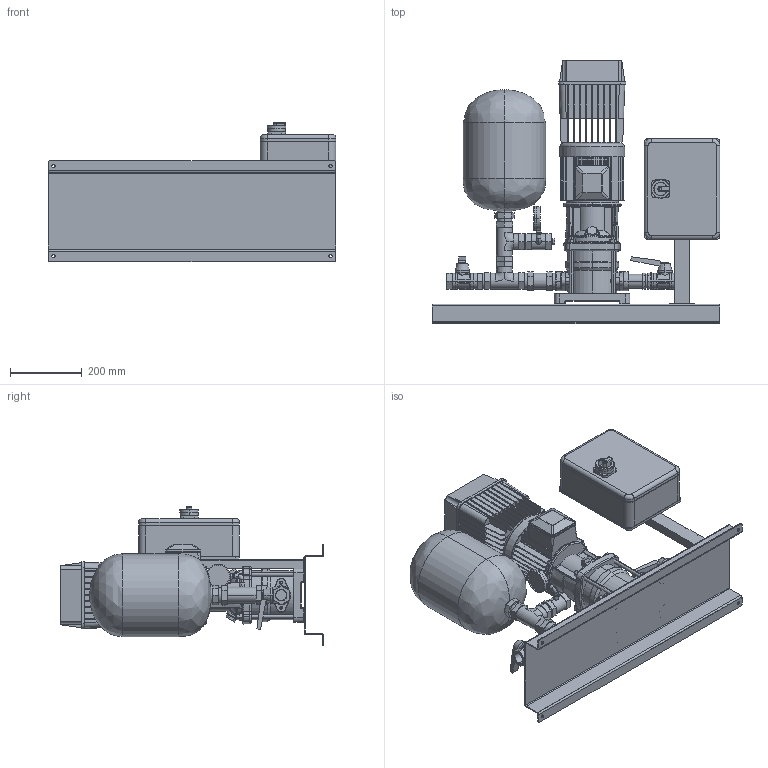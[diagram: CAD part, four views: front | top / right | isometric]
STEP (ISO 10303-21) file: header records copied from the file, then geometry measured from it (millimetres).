
FILE_DESCRIPTION (( 'STEP AP214' ), '1' );
FILE_NAME ('1SBI_5-8_TE_ZB00050557.STEP', '2022-02-04T07:40:56', ( '' ), ( '' ), 'SwSTEP 2.0', 'SolidWorks 2020', '' );
FILE_SCHEMA (( 'AUTOMOTIVE_DESIGN' ));
Length unit declared in the file: mil
Products named in the file (1): 1SBI_5-8_TE_ZB00050557
Bounding box: 800 x 732 x 387 mm (x, y, z)
Volume: 32902825.5 mm3; surface area: 2653334.6 mm2
Topology: 29 solids, 29 shells, 1714 faces, 4418 edges, 2799 vertices
Faces by surface type: plane 797, cylinder 558, bspline 183, torus 109, cone 48, sphere 19
Entity records: 69889 total; most frequent: CARTESIAN_POINT 28792, ORIENTED_EDGE 8762, DIRECTION 7988, EDGE_CURVE 4381, AXIS2_PLACEMENT_3D 2826, VERTEX_POINT 2796, VECTOR 2336, LINE 2336
